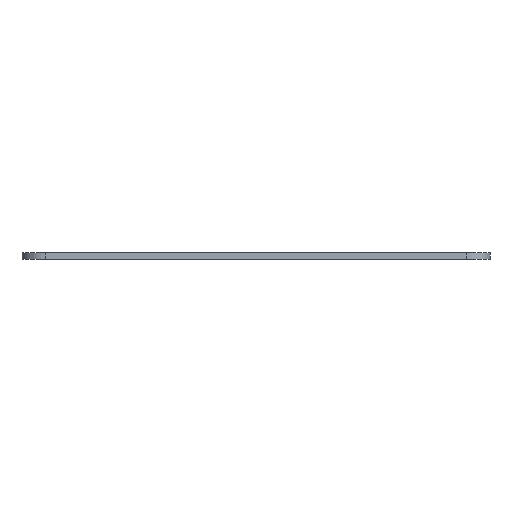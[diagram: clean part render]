
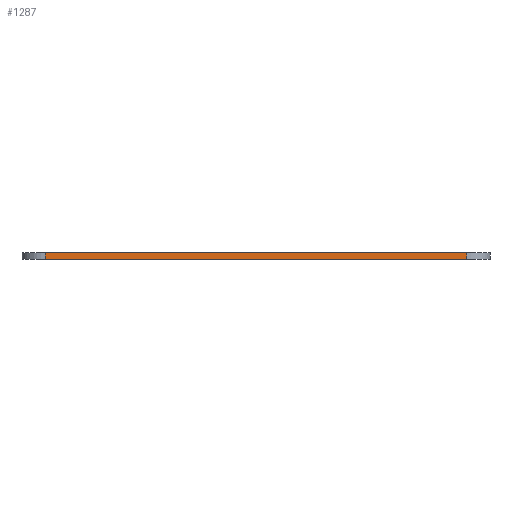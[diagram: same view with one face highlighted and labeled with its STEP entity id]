
A CAD part, front view. The second image highlights one B-rep face of the part: STEP entity #1287.
In plain terms, the highlighted planar face has unit normal (0, -1, 0).
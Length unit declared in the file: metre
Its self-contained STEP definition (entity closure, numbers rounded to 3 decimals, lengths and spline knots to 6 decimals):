
#119=ORIENTED_EDGE('',*,*,#499,.T.);
#120=ORIENTED_EDGE('',*,*,#500,.T.);
#121=ORIENTED_EDGE('',*,*,#501,.F.);
#122=ORIENTED_EDGE('',*,*,#502,.T.);
#499=EDGE_CURVE('',#689,#690,#819,.T.);
#500=EDGE_CURVE('',#690,#691,#820,.F.);
#501=EDGE_CURVE('',#692,#691,#821,.T.);
#502=EDGE_CURVE('',#692,#689,#822,.T.);
#689=VERTEX_POINT('',#1911);
#690=VERTEX_POINT('',#1912);
#691=VERTEX_POINT('',#1914);
#692=VERTEX_POINT('',#1916);
#819=LINE('',#1910,#943);
#820=LINE('',#1913,#944);
#821=LINE('',#1915,#945);
#822=LINE('',#1917,#946);
#943=VECTOR('',#1514,1.);
#944=VECTOR('',#1515,1.);
#945=VECTOR('',#1516,1.);
#946=VECTOR('',#1517,1.);
#1061=EDGE_LOOP('',(#119,#120,#121,#122));
#1157=FACE_BOUND('',#1061,.T.);
#1253=PLANE('',#1367);
#1287=ADVANCED_FACE('',(#1157),#1253,.F.);
#1367=AXIS2_PLACEMENT_3D('',#1909,#1512,#1513);
#1512=DIRECTION('',(0.,1.,0.));
#1513=DIRECTION('',(-1.,0.,0.));
#1514=DIRECTION('',(1.,0.,0.));
#1515=DIRECTION('',(0.,0.,-1.));
#1516=DIRECTION('',(1.,0.,0.));
#1517=DIRECTION('',(0.,0.,-1.));
#1909=CARTESIAN_POINT('',(-0.010027,-0.032242,0.0015));
#1910=CARTESIAN_POINT('',(-0.010027,-0.032242,0.));
#1911=CARTESIAN_POINT('',(-0.055532,-0.032242,0.));
#1912=CARTESIAN_POINT('',(0.035478,-0.032242,0.));
#1913=CARTESIAN_POINT('',(0.035478,-0.032242,0.0015));
#1914=CARTESIAN_POINT('',(0.035478,-0.032242,0.0015));
#1915=CARTESIAN_POINT('',(-0.010027,-0.032242,0.0015));
#1916=CARTESIAN_POINT('',(-0.055532,-0.032242,0.0015));
#1917=CARTESIAN_POINT('',(-0.055532,-0.032242,0.0015));
